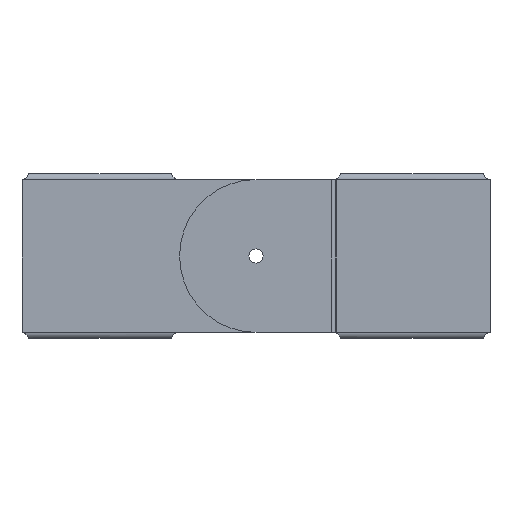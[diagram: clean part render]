
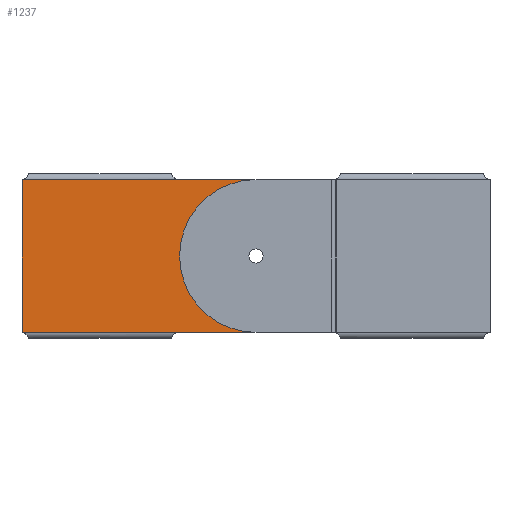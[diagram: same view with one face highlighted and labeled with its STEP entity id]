
A CAD part, top view. The second image highlights one B-rep face of the part: STEP entity #1237.
In plain terms, the highlighted planar face has unit normal (0, 0, 1).
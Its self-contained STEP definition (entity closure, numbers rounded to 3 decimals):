
#2=DIRECTION('',(0.,1.,0.));
#3=VECTOR('',#2,98.);
#4=CARTESIAN_POINT('',(0.,-49.,2.));
#5=LINE('',#4,#3);
#270=DIRECTION('',(-1.,0.,0.));
#271=VECTOR('',#270,99.998);
#272=CARTESIAN_POINT('',(99.998,-49.,2.));
#273=LINE('',#272,#271);
#274=CARTESIAN_POINT('',(150.,0.,2.));
#275=DIRECTION('',(0.,0.,1.));
#276=DIRECTION('',(0.,-1.,0.));
#277=AXIS2_PLACEMENT_3D('',#274,#275,#276);
#283=DIRECTION('',(1.,0.,0.));
#284=VECTOR('',#283,50.002);
#285=CARTESIAN_POINT('',(99.998,49.,2.));
#286=LINE('',#285,#284);
#300=DIRECTION('',(-1.,0.,0.));
#301=VECTOR('',#300,50.002);
#302=CARTESIAN_POINT('',(150.,-49.,2.));
#303=LINE('',#302,#301);
#321=CARTESIAN_POINT('',(150.,0.,2.));
#322=DIRECTION('',(0.,0.,-1.));
#323=DIRECTION('',(0.,-1.,0.));
#324=AXIS2_PLACEMENT_3D('',#321,#322,#323);
#335=CARTESIAN_POINT('',(150.,0.,2.));
#336=DIRECTION('',(0.,0.,1.));
#337=DIRECTION('',(0.,-1.,0.));
#338=AXIS2_PLACEMENT_3D('',#335,#336,#337);
#474=CARTESIAN_POINT('',(99.998,49.,2.));
#534=DIRECTION('',(1.,0.,0.));
#535=VECTOR('',#534,99.998);
#536=CARTESIAN_POINT('',(0.,49.,2.));
#537=LINE('',#536,#535);
#624=VERTEX_POINT('',#474);
#627=CARTESIAN_POINT('',(0.,49.,2.));
#628=VERTEX_POINT('',#627);
#633=CARTESIAN_POINT('',(0.,-49.,2.));
#634=VERTEX_POINT('',#633);
#637=CARTESIAN_POINT('',(99.998,-49.,2.));
#638=VERTEX_POINT('',#637);
#639=CARTESIAN_POINT('',(150.,-49.,2.));
#641=VERTEX_POINT('',#639);
#643=CARTESIAN_POINT('',(150.,49.,2.));
#645=VERTEX_POINT('',#643);
#648=CARTESIAN_POINT('',(150.,-4.5,2.));
#650=VERTEX_POINT('',#648);
#652=CARTESIAN_POINT('',(150.,4.5,2.));
#654=VERTEX_POINT('',#652);
#1214=CARTESIAN_POINT('',(50.,-35.25,2.));
#1215=DIRECTION('',(0.,0.,1.));
#1216=DIRECTION('',(1.,0.,0.));
#1217=AXIS2_PLACEMENT_3D('',#1214,#1215,#1216);
#1218=PLANE('',#1217);
#1220=ORIENTED_EDGE('',*,*,#1219,.T.);
#1222=ORIENTED_EDGE('',*,*,#1221,.F.);
#1224=ORIENTED_EDGE('',*,*,#1223,.T.);
#1225=ORIENTED_EDGE('',*,*,#1209,.T.);
#1226=ORIENTED_EDGE('',*,*,#666,.T.);
#1228=ORIENTED_EDGE('',*,*,#1227,.T.);
#1229=EDGE_LOOP('',(#1220,#1222,#1224,#1225,#1226,#1228));
#1230=FACE_OUTER_BOUND('',#1229,.F.);
#1232=ORIENTED_EDGE('',*,*,#1231,.F.);
#1234=ORIENTED_EDGE('',*,*,#1233,.T.);
#1235=EDGE_LOOP('',(#1232,#1234));
#1236=FACE_BOUND('',#1235,.F.);
#1237=ADVANCED_FACE('',(#1230,#1236),#1218,.T.);
#278=CIRCLE('',#277,49.);
#325=CIRCLE('',#324,4.5);
#339=CIRCLE('',#338,4.5);
#666=EDGE_CURVE('',#634,#628,#5,.T.);
#1209=EDGE_CURVE('',#638,#634,#273,.T.);
#1219=EDGE_CURVE('',#624,#645,#286,.T.);
#1221=EDGE_CURVE('',#641,#645,#278,.T.);
#1223=EDGE_CURVE('',#641,#638,#303,.T.);
#1227=EDGE_CURVE('',#628,#624,#537,.T.);
#1231=EDGE_CURVE('',#650,#654,#325,.T.);
#1233=EDGE_CURVE('',#650,#654,#339,.T.);
